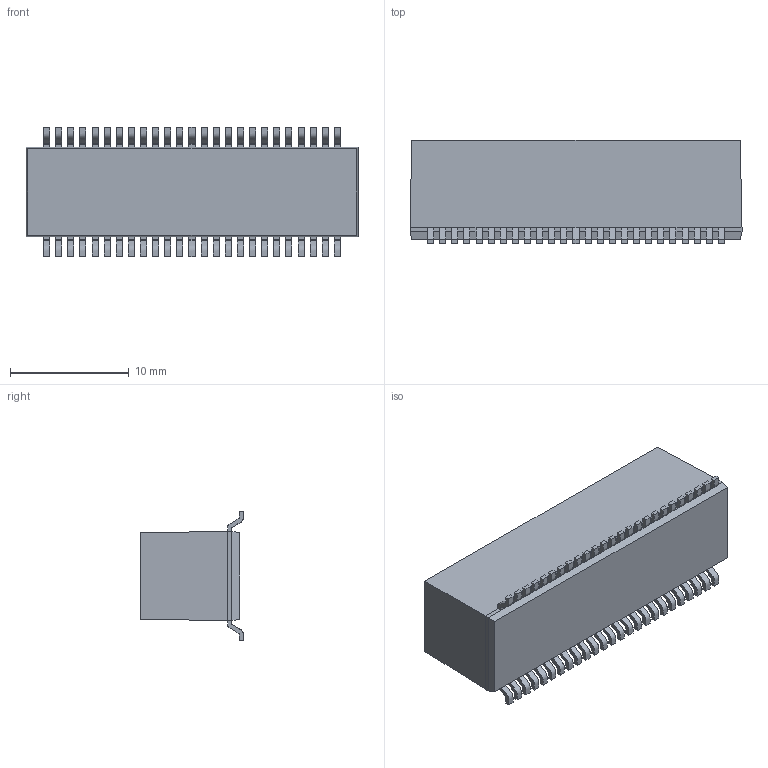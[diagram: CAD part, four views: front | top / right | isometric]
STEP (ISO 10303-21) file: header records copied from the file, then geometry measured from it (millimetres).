
FILE_DESCRIPTION (( 'STEP AP214' ), '1' );
FILE_NAME ('TM5020NLR.STEP', '2022-11-04T10:39:21', ( '' ), ( '' ), 'SwSTEP 2.0', 'SolidWorks 2022', '' );
FILE_SCHEMA (( 'AUTOMOTIVE_DESIGN' ));
Length unit declared in the file: millimetre
Products named in the file (1): TM5020NLR
Bounding box: 27.94 x 8.66 x 10.92 mm (x, y, z)
Volume: 1729.9 mm3; surface area: 1178.5 mm2
Topology: 1 solids, 1 shells, 710 faces, 1811 edges, 1138 vertices
Faces by surface type: plane 458, bspline 200, cylinder 52
Entity records: 35397 total; most frequent: CARTESIAN_POINT 19154, ORIENTED_EDGE 3622, DIRECTION 2335, EDGE_CURVE 1811, VERTEX_POINT 1138, LINE 1105, VECTOR 1105, EDGE_LOOP 745
